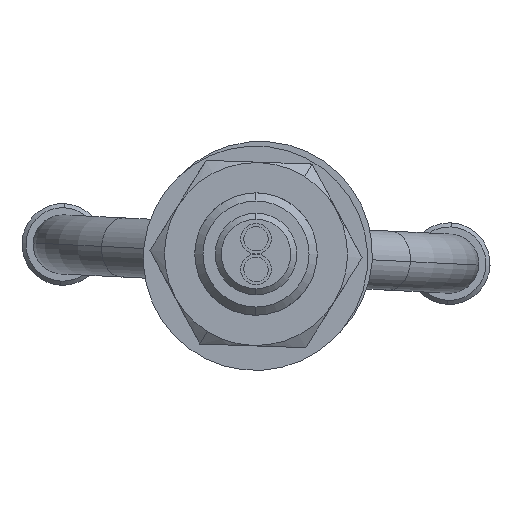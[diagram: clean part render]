
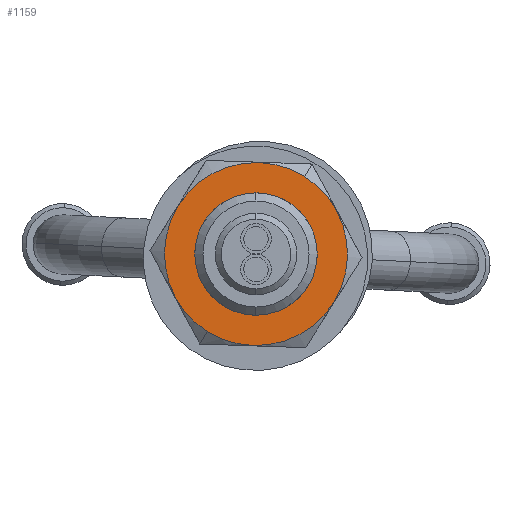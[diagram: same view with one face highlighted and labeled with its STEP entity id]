
A CAD part, left-side view. The second image highlights one B-rep face of the part: STEP entity #1159.
In plain terms, the highlighted planar face has unit normal (-1, 0, 0).
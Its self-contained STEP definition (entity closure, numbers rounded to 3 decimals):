
#76 = DIRECTION ( 'NONE',  ( 0., 0., -1. ) ) ;
#285 = EDGE_LOOP ( 'NONE', ( #887, #371 ) ) ;
#293 = CARTESIAN_POINT ( 'NONE',  ( -1.2, 0., 4.486 ) ) ;
#371 = ORIENTED_EDGE ( 'NONE', *, *, #1240, .F. ) ;
#493 = VERTEX_POINT ( 'NONE', #1894 ) ;
#632 = CIRCLE ( 'NONE', #783, 4.486 ) ;
#725 = CARTESIAN_POINT ( 'NONE',  ( -1.2, 0., 0. ) ) ;
#772 = CIRCLE ( 'NONE', #2643, 3. ) ;
#783 = AXIS2_PLACEMENT_3D ( 'NONE', #2741, #2094, #2288 ) ;
#856 = VERTEX_POINT ( 'NONE', #293 ) ;
#887 = ORIENTED_EDGE ( 'NONE', *, *, #912, .F. ) ;
#912 = EDGE_CURVE ( 'NONE', #2501, #856, #1851, .T. ) ;
#1159 = ADVANCED_FACE ( 'NONE', ( #2488, #2696 ), #1778, .F. ) ;
#1203 = DIRECTION ( 'NONE',  ( 1., 0., 0. ) ) ;
#1240 = EDGE_CURVE ( 'NONE', #856, #2501, #632, .T. ) ;
#1271 = AXIS2_PLACEMENT_3D ( 'NONE', #725, #2296, #76 ) ;
#1395 = CARTESIAN_POINT ( 'NONE',  ( -1.2, 0., -4.486 ) ) ;
#1406 = DIRECTION ( 'NONE',  ( 0., 0., -1. ) ) ;
#1457 = DIRECTION ( 'NONE',  ( 0., 0., -1. ) ) ;
#1540 = DIRECTION ( 'NONE',  ( 1., 0., 0. ) ) ;
#1573 = EDGE_CURVE ( 'NONE', #2092, #493, #772, .T. ) ;
#1765 = CARTESIAN_POINT ( 'NONE',  ( -1.2, 0., 0. ) ) ;
#1766 = ORIENTED_EDGE ( 'NONE', *, *, #1573, .T. ) ;
#1778 = PLANE ( 'NONE',  #2075 ) ;
#1780 = EDGE_LOOP ( 'NONE', ( #1783, #1766 ) ) ;
#1783 = ORIENTED_EDGE ( 'NONE', *, *, #2232, .T. ) ;
#1834 = CARTESIAN_POINT ( 'NONE',  ( -1.2, 0., -3. ) ) ;
#1851 = CIRCLE ( 'NONE', #2776, 4.486 ) ;
#1894 = CARTESIAN_POINT ( 'NONE',  ( -1.2, 0., 3. ) ) ;
#1908 = DIRECTION ( 'NONE',  ( 1., 0., 0. ) ) ;
#1981 = DIRECTION ( 'NONE',  ( 0., 0., -1. ) ) ;
#2075 = AXIS2_PLACEMENT_3D ( 'NONE', #1765, #1540, #1981 ) ;
#2092 = VERTEX_POINT ( 'NONE', #1834 ) ;
#2094 = DIRECTION ( 'NONE',  ( 1., 0., 0. ) ) ;
#2232 = EDGE_CURVE ( 'NONE', #493, #2092, #2391, .T. ) ;
#2288 = DIRECTION ( 'NONE',  ( 0., 0., -1. ) ) ;
#2296 = DIRECTION ( 'NONE',  ( 1., 0., 0. ) ) ;
#2391 = CIRCLE ( 'NONE', #1271, 3. ) ;
#2488 = FACE_BOUND ( 'NONE', #1780, .T. ) ;
#2501 = VERTEX_POINT ( 'NONE', #1395 ) ;
#2643 = AXIS2_PLACEMENT_3D ( 'NONE', #2736, #1203, #1406 ) ;
#2696 = FACE_OUTER_BOUND ( 'NONE', #285, .T. ) ;
#2736 = CARTESIAN_POINT ( 'NONE',  ( -1.2, 0., 0. ) ) ;
#2741 = CARTESIAN_POINT ( 'NONE',  ( -1.2, 0., 0. ) ) ;
#2775 = CARTESIAN_POINT ( 'NONE',  ( -1.2, 0., 0. ) ) ;
#2776 = AXIS2_PLACEMENT_3D ( 'NONE', #2775, #1908, #1457 ) ;
